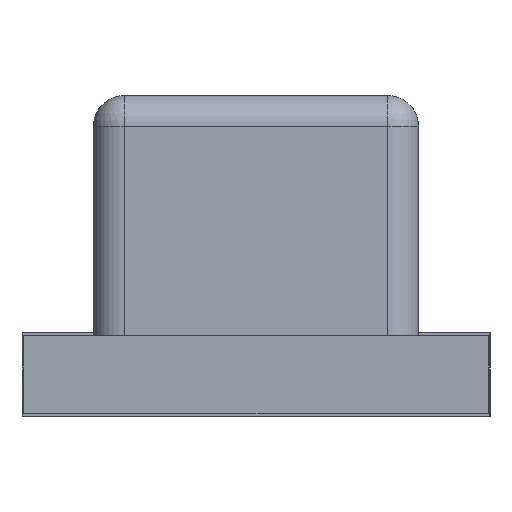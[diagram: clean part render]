
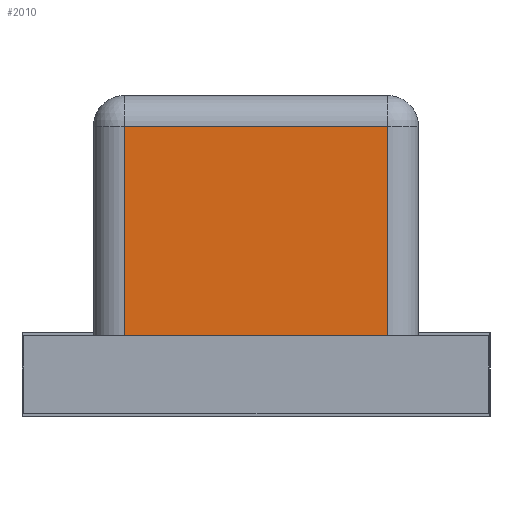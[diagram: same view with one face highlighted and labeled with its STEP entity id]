
A CAD part, left-side view. The second image highlights one B-rep face of the part: STEP entity #2010.
In plain terms, the highlighted planar face has unit normal (-1, 0, 0).
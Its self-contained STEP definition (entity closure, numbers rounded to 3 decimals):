
#1193 = EDGE_CURVE('',#1194,#1196,#1198,.T.);
#1194 = VERTEX_POINT('',#1195);
#1195 = CARTESIAN_POINT('',(-0.8,0.85,0.5));
#1196 = VERTEX_POINT('',#1197);
#1197 = CARTESIAN_POINT('',(-0.8,0.85,1.85));
#1198 = LINE('',#1199,#1200);
#1199 = CARTESIAN_POINT('',(-0.8,0.85,0.5));
#1200 = VECTOR('',#1201,1.);
#1201 = DIRECTION('',(0.,0.,1.));
#1408 = EDGE_CURVE('',#1409,#1411,#1413,.T.);
#1409 = VERTEX_POINT('',#1410);
#1410 = CARTESIAN_POINT('',(-0.8,-0.85,0.5));
#1411 = VERTEX_POINT('',#1412);
#1412 = CARTESIAN_POINT('',(-0.8,-0.85,1.85));
#1413 = LINE('',#1414,#1415);
#1414 = CARTESIAN_POINT('',(-0.8,-0.85,0.5));
#1415 = VECTOR('',#1416,1.);
#1416 = DIRECTION('',(0.,0.,1.));
#2010 = ADVANCED_FACE('',(#2011),#2027,.F.);
#2011 = FACE_BOUND('',#2012,.F.);
#2012 = EDGE_LOOP('',(#2013,#2014,#2020,#2021));
#2013 = ORIENTED_EDGE('',*,*,#1408,.F.);
#2014 = ORIENTED_EDGE('',*,*,#2015,.T.);
#2015 = EDGE_CURVE('',#1409,#1194,#2016,.T.);
#2016 = LINE('',#2017,#2018);
#2017 = CARTESIAN_POINT('',(-0.8,-1.05,0.5));
#2018 = VECTOR('',#2019,1.);
#2019 = DIRECTION('',(0.,1.,0.));
#2020 = ORIENTED_EDGE('',*,*,#1193,.T.);
#2021 = ORIENTED_EDGE('',*,*,#2022,.T.);
#2022 = EDGE_CURVE('',#1196,#1411,#2023,.T.);
#2023 = LINE('',#2024,#2025);
#2024 = CARTESIAN_POINT('',(-0.8,0.85,1.85));
#2025 = VECTOR('',#2026,1.);
#2026 = DIRECTION('',(-0.,-1.,-0.));
#2027 = PLANE('',#2028);
#2028 = AXIS2_PLACEMENT_3D('',#2029,#2030,#2031);
#2029 = CARTESIAN_POINT('',(-0.8,-1.05,0.5));
#2030 = DIRECTION('',(1.,0.,0.));
#2031 = DIRECTION('',(0.,0.,1.));
